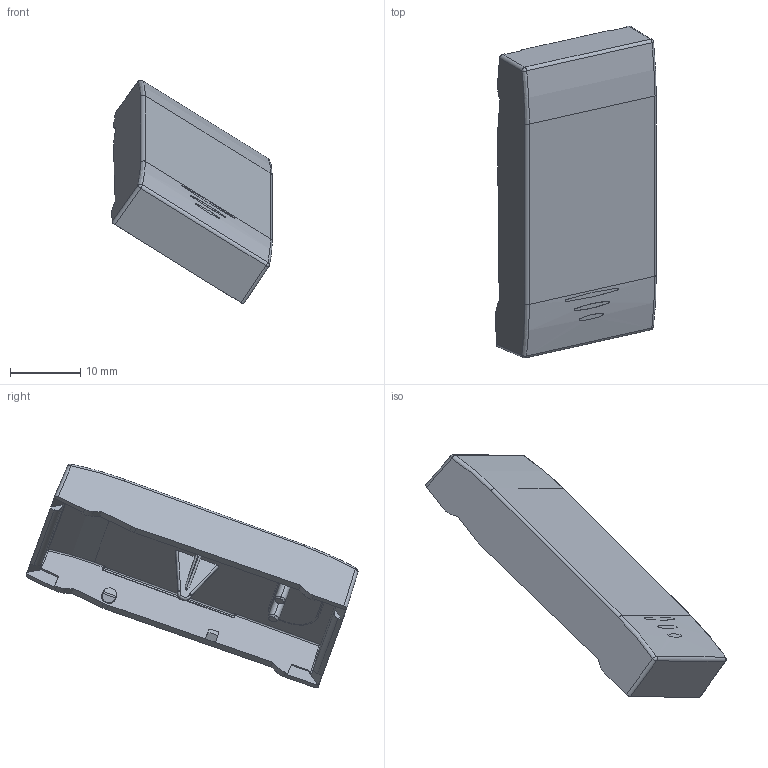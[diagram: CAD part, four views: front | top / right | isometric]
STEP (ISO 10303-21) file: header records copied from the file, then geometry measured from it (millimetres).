
FILE_DESCRIPTION(('CATIA V5 STEP Exchange'),'2;1');
FILE_NAME('441TGP-W.stp','2024-03-07T12:58:07+00:00',('none'),('none'),'CATIA Version 5-6 Release 2016 SP6','CATIA V5 STEP AP203','none');
FILE_SCHEMA(('CONFIG_CONTROL_DESIGN'));
Length unit declared in the file: millimetre
Products named in the file (1): 441TGP-W
Assembly tree (1 placements, depth 2):
  441TGP-W
    #57
Bounding box: 22.79 x 47.18 x 31.78 mm (x, y, z)
Volume: 2428.3 mm3; surface area: 3943.9 mm2
Topology: 2 solids, 2 shells, 267 faces, 672 edges, 404 vertices
Faces by surface type: plane 105, cylinder 76, bspline 56, cone 16, sphere 14
Entity records: 10341 total; most frequent: CARTESIAN_POINT 5069, ORIENTED_EDGE 1316, DIRECTION 691, EDGE_CURVE 622, VERTEX_POINT 380, VECTOR 286, LINE 286, EDGE_LOOP 282
